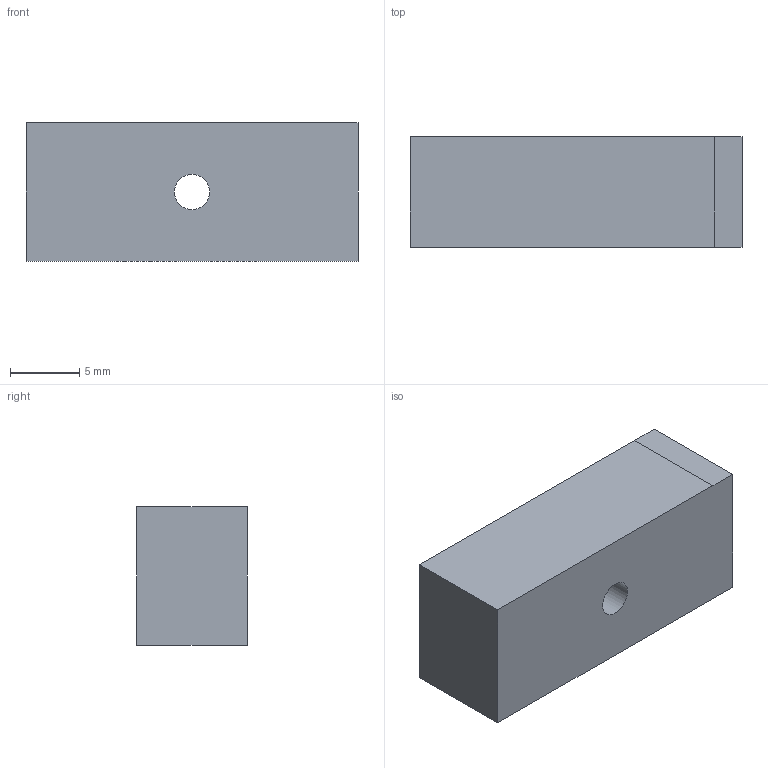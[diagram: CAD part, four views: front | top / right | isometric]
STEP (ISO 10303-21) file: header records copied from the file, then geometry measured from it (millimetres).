
FILE_DESCRIPTION(/* description */ (''),/* implementation_level */ '2;1');
FILE_NAME(/* name */ 'Endstop Y Motor.step',/* time_stamp */ '2019-08-10T08:21:45+02:00',/* author */ (''),/* organization */ (''),/* preprocessor_version */ 'ST-DEVELOPER v18',/* originating_system */ 'Autodesk Translation Framework v8.2.0.1029',/* authorisation */ '');
FILE_SCHEMA (('AUTOMOTIVE_DESIGN { 1 0 10303 214 3 1 1 }'));
Length unit declared in the file: millimetre
Products named in the file (1): Endstop Y Motor
Bounding box: 24 x 8 x 10 mm (x, y, z)
Volume: 1745.6 mm3; surface area: 1133.8 mm2
Topology: 1 solids, 1 shells, 10 faces, 21 edges, 14 vertices
Faces by surface type: plane 8, cylinder 2
Full cylindrical faces by diameter (mm): 2.55 x1, 7 x1
Entity records: 306 total; most frequent: DIRECTION 47, CARTESIAN_POINT 46, ORIENTED_EDGE 42, EDGE_CURVE 21, LINE 17, VECTOR 17, AXIS2_PLACEMENT_3D 15, VERTEX_POINT 14
